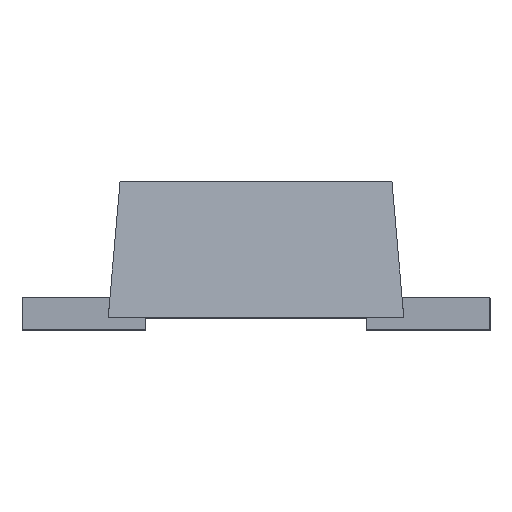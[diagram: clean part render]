
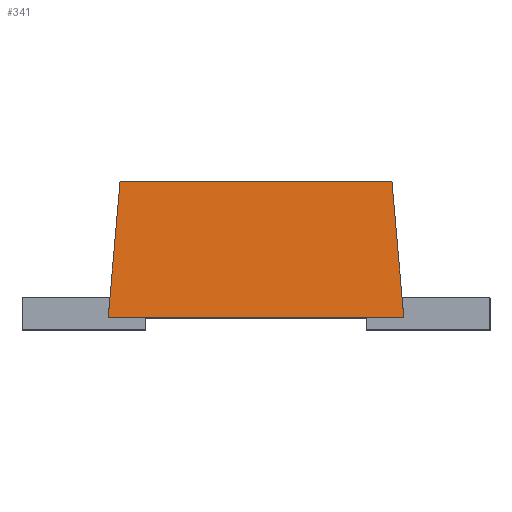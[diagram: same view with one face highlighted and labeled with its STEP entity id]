
A CAD part, top view. The second image highlights one B-rep face of the part: STEP entity #341.
In plain terms, the highlighted planar face has unit normal (0, 0.087, 0.996).
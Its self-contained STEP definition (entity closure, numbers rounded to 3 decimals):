
#40 = PLANE ( 'NONE',  #1328 ) ;
#49 = LINE ( 'NONE', #1112, #846 ) ;
#130 = CARTESIAN_POINT ( 'NONE',  ( 0.6, 0.05, 1.05 ) ) ;
#187 = EDGE_CURVE ( 'NONE', #1105, #700, #49, .T. ) ;
#210 = VECTOR ( 'NONE', #2639, 1000. ) ;
#243 = DIRECTION ( 'NONE',  ( 0., -0.996, 0.087 ) ) ;
#341 = ADVANCED_FACE ( 'NONE', ( #1281 ), #40, .T. ) ;
#388 = VECTOR ( 'NONE', #1212, 1000. ) ;
#452 = ORIENTED_EDGE ( 'NONE', *, *, #2739, .T. ) ;
#463 = DIRECTION ( 'NONE',  ( 1., 0., 0. ) ) ;
#607 = DIRECTION ( 'NONE',  ( 0., 0.087, 0.996 ) ) ;
#644 = ORIENTED_EDGE ( 'NONE', *, *, #894, .T. ) ;
#700 = VERTEX_POINT ( 'NONE', #2680 ) ;
#714 = ORIENTED_EDGE ( 'NONE', *, *, #1878, .F. ) ;
#780 = CARTESIAN_POINT ( 'NONE',  ( -0.591, 0.153, 1.041 ) ) ;
#846 = VECTOR ( 'NONE', #463, 1000. ) ;
#894 = EDGE_CURVE ( 'NONE', #2058, #1425, #2042, .T. ) ;
#984 = ORIENTED_EDGE ( 'NONE', *, *, #187, .F. ) ;
#1105 = VERTEX_POINT ( 'NONE', #1832 ) ;
#1112 = CARTESIAN_POINT ( 'NONE',  ( 0.6, 0.6, 1.002 ) ) ;
#1201 = LINE ( 'NONE', #1848, #388 ) ;
#1212 = DIRECTION ( 'NONE',  ( 0.087, -0.992, 0.087 ) ) ;
#1281 = FACE_OUTER_BOUND ( 'NONE', #1362, .T. ) ;
#1328 = AXIS2_PLACEMENT_3D ( 'NONE', #1907, #607, #243 ) ;
#1362 = EDGE_LOOP ( 'NONE', ( #984, #452, #644, #714 ) ) ;
#1425 = VERTEX_POINT ( 'NONE', #1547 ) ;
#1547 = CARTESIAN_POINT ( 'NONE',  ( 0.6, 0.05, 1.05 ) ) ;
#1832 = CARTESIAN_POINT ( 'NONE',  ( -0.552, 0.6, 1.002 ) ) ;
#1845 = LINE ( 'NONE', #780, #210 ) ;
#1848 = CARTESIAN_POINT ( 'NONE',  ( 0.6, 0.05, 1.05 ) ) ;
#1878 = EDGE_CURVE ( 'NONE', #700, #1425, #1201, .T. ) ;
#1907 = CARTESIAN_POINT ( 'NONE',  ( 0.6, 0.05, 1.05 ) ) ;
#2042 = LINE ( 'NONE', #130, #2303 ) ;
#2058 = VERTEX_POINT ( 'NONE', #2635 ) ;
#2303 = VECTOR ( 'NONE', #2642, 1000. ) ;
#2635 = CARTESIAN_POINT ( 'NONE',  ( -0.6, 0.05, 1.05 ) ) ;
#2639 = DIRECTION ( 'NONE',  ( -0.087, -0.992, 0.087 ) ) ;
#2642 = DIRECTION ( 'NONE',  ( 1., 0., 0. ) ) ;
#2680 = CARTESIAN_POINT ( 'NONE',  ( 0.552, 0.6, 1.002 ) ) ;
#2739 = EDGE_CURVE ( 'NONE', #1105, #2058, #1845, .T. ) ;
